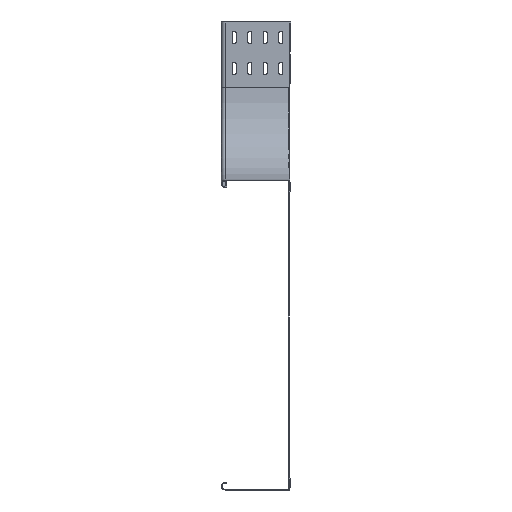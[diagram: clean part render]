
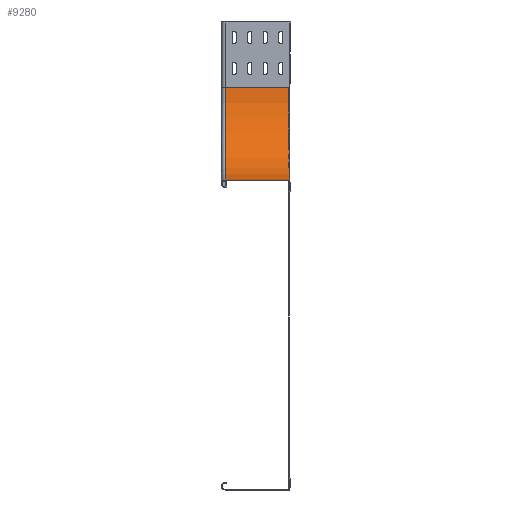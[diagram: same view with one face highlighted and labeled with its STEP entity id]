
A CAD part, left-side view. The second image highlights one B-rep face of the part: STEP entity #9280.
In plain terms, the highlighted cylindrical face has radius 150 mm (diameter 300 mm), a partial arc.
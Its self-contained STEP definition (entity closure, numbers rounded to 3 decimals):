
#356 = ORIENTED_EDGE ( 'NONE', *, *, #8722, .F. ) ;
#881 = VERTEX_POINT ( 'NONE', #13047 ) ;
#1305 = DIRECTION ( 'NONE',  ( 0., -1., 0. ) ) ;
#1368 = CIRCLE ( 'NONE', #16208, 150. ) ;
#1395 = DIRECTION ( 'NONE',  ( 0., 0., -1. ) ) ;
#1500 = DIRECTION ( 'NONE',  ( 0., 1., 0. ) ) ;
#1558 = DIRECTION ( 'NONE',  ( 0., -1., 0. ) ) ;
#1758 = CARTESIAN_POINT ( 'NONE',  ( 150., 0., -255. ) ) ;
#2055 = EDGE_LOOP ( 'NONE', ( #356, #16559, #11475, #12010 ) ) ;
#2449 = DIRECTION ( 'NONE',  ( 0., 1., 0. ) ) ;
#2582 = CARTESIAN_POINT ( 'NONE',  ( 0., 2.25, -105. ) ) ;
#3970 = CARTESIAN_POINT ( 'NONE',  ( 150., 104.25, -105. ) ) ;
#4268 = AXIS2_PLACEMENT_3D ( 'NONE', #15158, #1558, #13810 ) ;
#4719 = VERTEX_POINT ( 'NONE', #1758 ) ;
#4737 = VECTOR ( 'NONE', #2449, 1000. ) ;
#4813 = EDGE_CURVE ( 'NONE', #881, #15123, #1368, .T. ) ;
#6612 = LINE ( 'NONE', #2582, #13393 ) ;
#6677 = FACE_OUTER_BOUND ( 'NONE', #2055, .T. ) ;
#7153 = AXIS2_PLACEMENT_3D ( 'NONE', #10959, #1305, #1395 ) ;
#7890 = CARTESIAN_POINT ( 'NONE',  ( 0., 0., -105. ) ) ;
#8001 = CARTESIAN_POINT ( 'NONE',  ( 150., 2.25, -255. ) ) ;
#8011 = EDGE_CURVE ( 'NONE', #15925, #4719, #8260, .T. ) ;
#8260 = CIRCLE ( 'NONE', #4268, 150. ) ;
#8722 = EDGE_CURVE ( 'NONE', #15925, #881, #6612, .T. ) ;
#9280 = ADVANCED_FACE ( 'NONE', ( #6677 ), #12114, .F. ) ;
#9344 = LINE ( 'NONE', #8001, #4737 ) ;
#10407 = DIRECTION ( 'NONE',  ( 0., -1., 0. ) ) ;
#10959 = CARTESIAN_POINT ( 'NONE',  ( 150., 0., -105. ) ) ;
#11475 = ORIENTED_EDGE ( 'NONE', *, *, #13517, .T. ) ;
#11732 = CARTESIAN_POINT ( 'NONE',  ( 150., 104.25, -255. ) ) ;
#11915 = DIRECTION ( 'NONE',  ( 0., 0., -1. ) ) ;
#12010 = ORIENTED_EDGE ( 'NONE', *, *, #4813, .F. ) ;
#12114 = CYLINDRICAL_SURFACE ( 'NONE', #7153, 150. ) ;
#13047 = CARTESIAN_POINT ( 'NONE',  ( 0., 104.25, -105. ) ) ;
#13393 = VECTOR ( 'NONE', #1500, 1000. ) ;
#13517 = EDGE_CURVE ( 'NONE', #4719, #15123, #9344, .T. ) ;
#13810 = DIRECTION ( 'NONE',  ( 0., 0., -1. ) ) ;
#15123 = VERTEX_POINT ( 'NONE', #11732 ) ;
#15158 = CARTESIAN_POINT ( 'NONE',  ( 150., 0., -105. ) ) ;
#15925 = VERTEX_POINT ( 'NONE', #7890 ) ;
#16208 = AXIS2_PLACEMENT_3D ( 'NONE', #3970, #10407, #11915 ) ;
#16559 = ORIENTED_EDGE ( 'NONE', *, *, #8011, .T. ) ;
